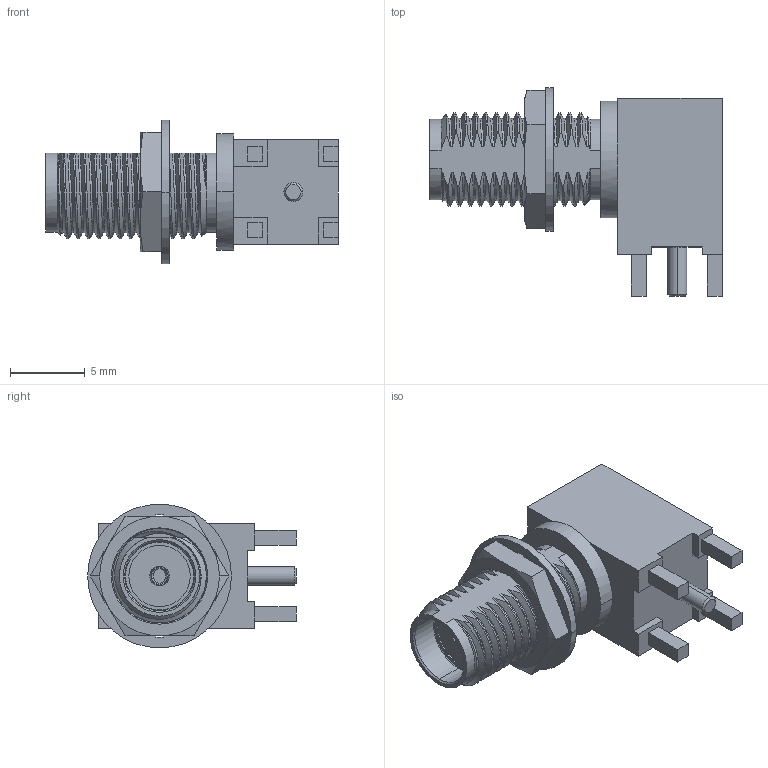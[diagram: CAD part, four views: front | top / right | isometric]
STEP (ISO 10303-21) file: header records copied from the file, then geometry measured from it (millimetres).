
FILE_DESCRIPTION((''),'2;1');
FILE_NAME('732512200','2016-08-19T',('gsharma'),(''),'PRO/ENGINEER BY PARAMETRIC TECHNOLOGY CORPORATION, 2012310','PRO/ENGINEER BY PARAMETRIC TECHNOLOGY CORPORATION, 2012310','');
FILE_SCHEMA(('CONFIG_CONTROL_DESIGN'));
Length unit declared in the file: millimetre
Products named in the file (1): 732512200
Bounding box: 19.55 x 13.94 x 9.6 mm (x, y, z)
Volume: 877.6 mm3; surface area: 997.3 mm2
Topology: 1 solids, 1 shells, 213 faces, 724 edges, 516 vertices
Faces by surface type: plane 81, cylinder 64, cone 35, bspline 31, torus 2
Entity records: 14740 total; most frequent: CARTESIAN_POINT 8918, ORIENTED_EDGE 1428, DIRECTION 889, EDGE_CURVE 714, VERTEX_POINT 506, B_SPLINE_CURVE_WITH_KNOTS 320, AXIS2_PLACEMENT_3D 302, VECTOR 285
